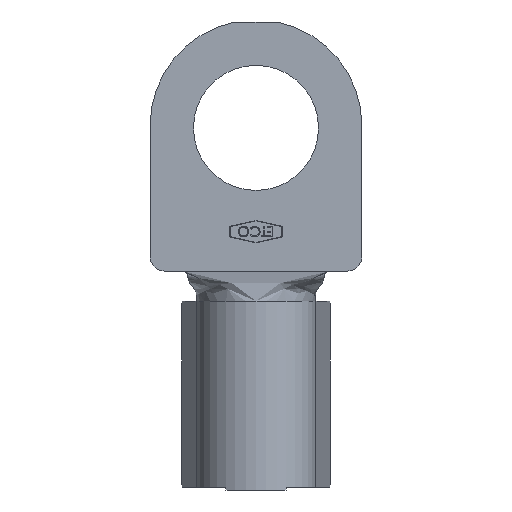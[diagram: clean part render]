
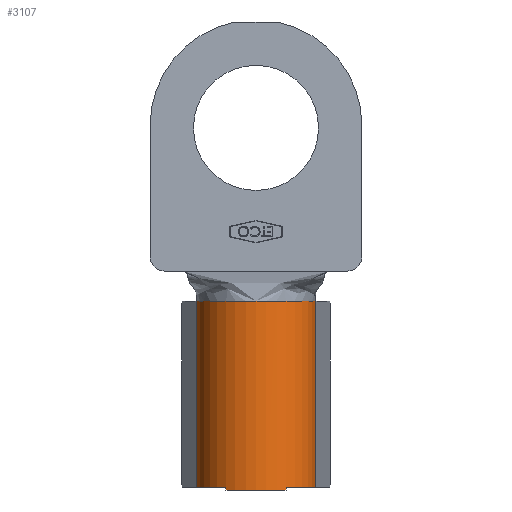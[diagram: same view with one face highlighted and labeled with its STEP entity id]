
A CAD part, front view. The second image highlights one B-rep face of the part: STEP entity #3107.
In plain terms, the highlighted cylindrical face has radius 5.334 mm (diameter 10.668 mm), a partial arc.
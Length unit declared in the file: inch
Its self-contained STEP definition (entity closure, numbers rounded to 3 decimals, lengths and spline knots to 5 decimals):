
#151 = DIRECTION ( 'NONE',  ( 1., 0., 0. ) ) ;
#176 = DIRECTION ( 'NONE',  ( 0., 0., 1. ) ) ;
#180 = CARTESIAN_POINT ( 'NONE',  ( -0.20666, -0.0373, 0.65 ) ) ;
#197 = CARTESIAN_POINT ( 'NONE',  ( 0., 0., 0. ) ) ;
#260 = VERTEX_POINT ( 'NONE', #5096 ) ;
#261 = EDGE_CURVE ( 'NONE', #3120, #626, #4539, .T. ) ;
#362 = EDGE_CURVE ( 'NONE', #3162, #3120, #2622, .T. ) ;
#518 = EDGE_CURVE ( 'NONE', #3162, #4143, #4160, .T. ) ;
#626 = VERTEX_POINT ( 'NONE', #5017 ) ;
#709 = EDGE_CURVE ( 'NONE', #1918, #1366, #1345, .T. ) ;
#760 = DIRECTION ( 'NONE',  ( 0., 0., -1. ) ) ;
#797 = EDGE_CURVE ( 'NONE', #5420, #1918, #5092, .T. ) ;
#1019 = DIRECTION ( 'NONE',  ( 0., 0., 1. ) ) ;
#1140 = ORIENTED_EDGE ( 'NONE', *, *, #1919, .T. ) ;
#1148 = VECTOR ( 'NONE', #760, 39.37008 ) ;
#1165 = CARTESIAN_POINT ( 'NONE',  ( 0.105, -0.18187, -0.01 ) ) ;
#1168 = FACE_OUTER_BOUND ( 'NONE', #1310, .T. ) ;
#1175 = CARTESIAN_POINT ( 'NONE',  ( 0.105, -0.18187, -0.01 ) ) ;
#1310 = EDGE_LOOP ( 'NONE', ( #3462, #3313, #3888, #6696, #1140, #4888, #2913, #3480 ) ) ;
#1345 = LINE ( 'NONE', #3922, #6668 ) ;
#1366 = VERTEX_POINT ( 'NONE', #4367 ) ;
#1738 = CARTESIAN_POINT ( 'NONE',  ( -0.105, -0.18187, -0.01 ) ) ;
#1918 = VERTEX_POINT ( 'NONE', #3412 ) ;
#1919 = EDGE_CURVE ( 'NONE', #4143, #1366, #6833, .T. ) ;
#2123 = EDGE_CURVE ( 'NONE', #260, #626, #4770, .T. ) ;
#2192 = AXIS2_PLACEMENT_3D ( 'NONE', #3279, #3255, #3230 ) ;
#2437 = LINE ( 'NONE', #180, #1148 ) ;
#2558 = AXIS2_PLACEMENT_3D ( 'NONE', #5524, #5505, #5488 ) ;
#2622 = CIRCLE ( 'NONE', #6562, 0.21 ) ;
#2706 = VECTOR ( 'NONE', #1019, 39.37008 ) ;
#2729 = DIRECTION ( 'NONE',  ( 0., 0., -1. ) ) ;
#2913 = ORIENTED_EDGE ( 'NONE', *, *, #797, .F. ) ;
#3107 = ADVANCED_FACE ( 'NONE', ( #1168 ), #3934, .T. ) ;
#3120 = VERTEX_POINT ( 'NONE', #1738 ) ;
#3137 = VECTOR ( 'NONE', #5388, 39.37008 ) ;
#3162 = VERTEX_POINT ( 'NONE', #1165 ) ;
#3230 = DIRECTION ( 'NONE',  ( 1., 0., 0. ) ) ;
#3255 = DIRECTION ( 'NONE',  ( 0., 0., 1. ) ) ;
#3260 = DIRECTION ( 'NONE',  ( -1., 0., 0. ) ) ;
#3279 = CARTESIAN_POINT ( 'NONE',  ( 0., 0., 0. ) ) ;
#3285 = DIRECTION ( 'NONE',  ( 0., 0., -1. ) ) ;
#3313 = ORIENTED_EDGE ( 'NONE', *, *, #261, .F. ) ;
#3332 = CARTESIAN_POINT ( 'NONE',  ( 0., 0., 0.65 ) ) ;
#3359 = CARTESIAN_POINT ( 'NONE',  ( 0., 0., -0.01 ) ) ;
#3412 = CARTESIAN_POINT ( 'NONE',  ( 0.20666, -0.0373, 0.65 ) ) ;
#3462 = ORIENTED_EDGE ( 'NONE', *, *, #2123, .T. ) ;
#3480 = ORIENTED_EDGE ( 'NONE', *, *, #5152, .T. ) ;
#3875 = DIRECTION ( 'NONE',  ( -1., 0., 0. ) ) ;
#3888 = ORIENTED_EDGE ( 'NONE', *, *, #362, .F. ) ;
#3922 = CARTESIAN_POINT ( 'NONE',  ( 0.20666, -0.0373, 0.65 ) ) ;
#3934 = CYLINDRICAL_SURFACE ( 'NONE', #4304, 0.21 ) ;
#4143 = VERTEX_POINT ( 'NONE', #5749 ) ;
#4160 = LINE ( 'NONE', #1175, #2706 ) ;
#4304 = AXIS2_PLACEMENT_3D ( 'NONE', #3332, #6826, #3875 ) ;
#4367 = CARTESIAN_POINT ( 'NONE',  ( 0.20666, -0.0373, 0. ) ) ;
#4539 = LINE ( 'NONE', #5077, #3137 ) ;
#4655 = AXIS2_PLACEMENT_3D ( 'NONE', #197, #176, #151 ) ;
#4770 = CIRCLE ( 'NONE', #4655, 0.21 ) ;
#4888 = ORIENTED_EDGE ( 'NONE', *, *, #709, .F. ) ;
#5017 = CARTESIAN_POINT ( 'NONE',  ( -0.105, -0.18187, 0. ) ) ;
#5077 = CARTESIAN_POINT ( 'NONE',  ( -0.105, -0.18187, -0.01 ) ) ;
#5092 = CIRCLE ( 'NONE', #2558, 0.21 ) ;
#5096 = CARTESIAN_POINT ( 'NONE',  ( -0.20666, -0.0373, 0. ) ) ;
#5152 = EDGE_CURVE ( 'NONE', #5420, #260, #2437, .T. ) ;
#5388 = DIRECTION ( 'NONE',  ( 0., 0., 1. ) ) ;
#5420 = VERTEX_POINT ( 'NONE', #6642 ) ;
#5488 = DIRECTION ( 'NONE',  ( 1., 0., 0. ) ) ;
#5505 = DIRECTION ( 'NONE',  ( 0., 0., 1. ) ) ;
#5524 = CARTESIAN_POINT ( 'NONE',  ( 0., 0., 0.65 ) ) ;
#5749 = CARTESIAN_POINT ( 'NONE',  ( 0.105, -0.18187, 0. ) ) ;
#6562 = AXIS2_PLACEMENT_3D ( 'NONE', #3359, #3285, #3260 ) ;
#6642 = CARTESIAN_POINT ( 'NONE',  ( -0.20666, -0.0373, 0.65 ) ) ;
#6668 = VECTOR ( 'NONE', #2729, 39.37008 ) ;
#6696 = ORIENTED_EDGE ( 'NONE', *, *, #518, .T. ) ;
#6826 = DIRECTION ( 'NONE',  ( 0., 0., -1. ) ) ;
#6833 = CIRCLE ( 'NONE', #2192, 0.21 ) ;
